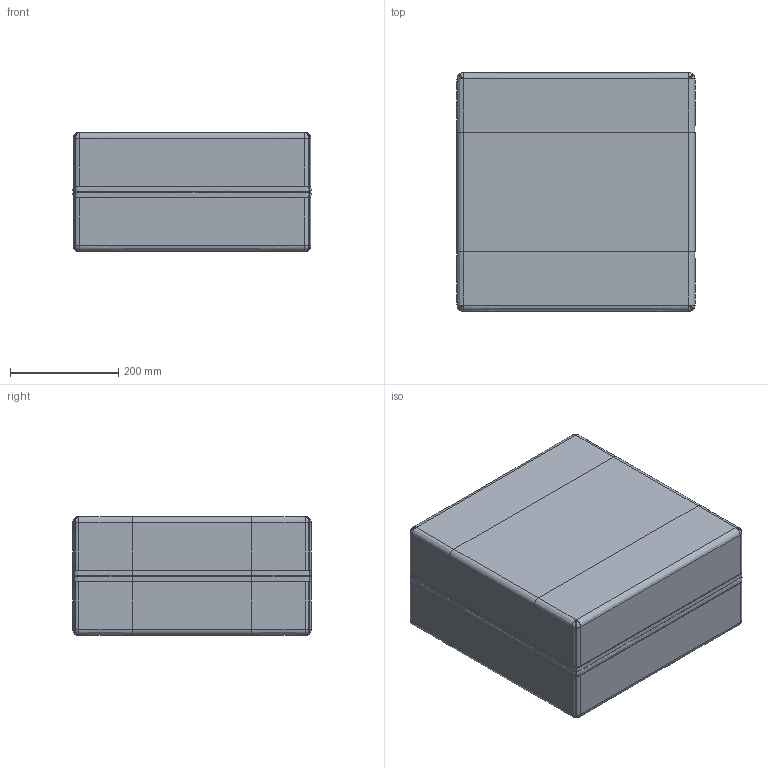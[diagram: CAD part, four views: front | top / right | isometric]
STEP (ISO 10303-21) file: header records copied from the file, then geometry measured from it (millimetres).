
FILE_DESCRIPTION(/* description */ (''),/* implementation_level */ '2;1');
FILE_NAME(/* name */ 'Cuscini 22x44x44',/* time_stamp */ '2024-03-19T10:58:30+01:00',/* author */ (''),/* organization */ (''),/* preprocessor_version */ 'ST-DEVELOPER v18.1',/* originating_system */ '',/* authorisation */ '');
FILE_SCHEMA (('AUTOMOTIVE_DESIGN { 1 0 10303 214 3 1 1 }'));
Bounding box: 439.67 x 440.67 x 219.51 mm (x, y, z)
Surface area: 756569 mm2 (no closed solid volume)
Topology: 0 solids, 1566 shells, 1566 faces, 1912 edges, 1904 vertices
Faces by surface type: bspline 1566
Entity records: 560251 total; most frequent: CARTESIAN_POINT 541623, B_SPLINE_CURVE_WITH_KNOTS 1904, VERTEX_POINT 1904, EDGE_CURVE 1904, ORIENTED_EDGE 1904, STYLED_ITEM 1566, FACE_OUTER_BOUND 1566, EDGE_LOOP 1566
